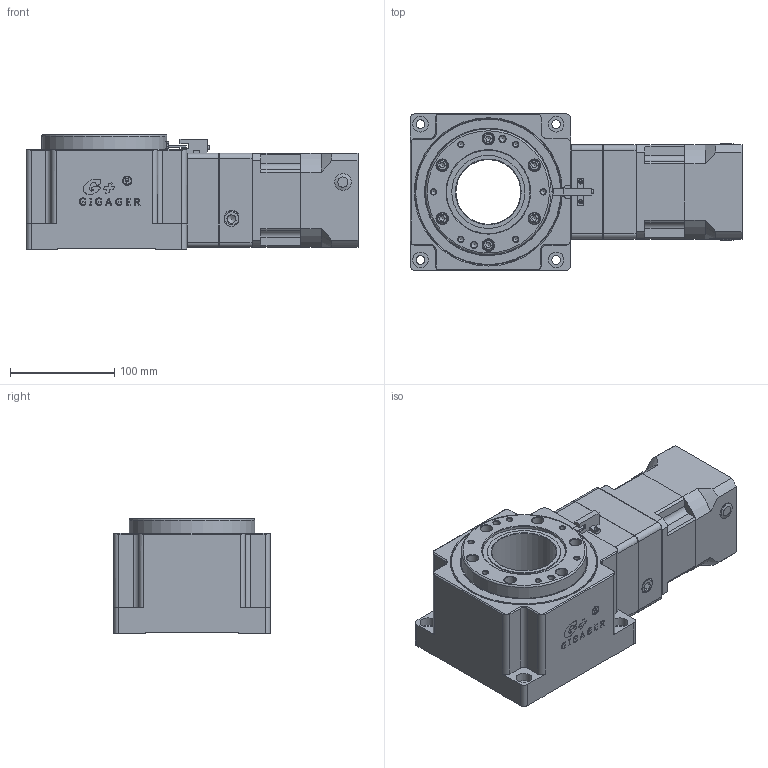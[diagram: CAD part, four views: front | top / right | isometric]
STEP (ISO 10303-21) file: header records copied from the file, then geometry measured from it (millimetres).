
FILE_DESCRIPTION (( 'STEP AP203' ), '1' );
FILE_NAME ('GSR150M-50K-SV2.step', '2021-06-01T02:37:31', ( 'Microsoft' ), ( 'Microsoft' ), 'SwSTEP 2.0', 'SolidWorks 2019', '' );
FILE_SCHEMA (( 'CONFIG_CONTROL_DESIGN' ));
Length unit declared in the file: millimetre
Products named in the file (1): GSR150M-50K-SV2
Bounding box: 318 x 150 x 110 mm (x, y, z)
Volume: 2539585.1 mm3; surface area: 453380.7 mm2
Topology: 42 solids, 43 shells, 1628 faces, 3954 edges, 2497 vertices
Faces by surface type: plane 830, cylinder 362, cone 269, bspline 131, torus 36
Full cylindrical faces by diameter (mm): 1.5 x1, 2.05 x2, 2.5 x2, 3.5 x1, 4.2 x4, 5 x36, 5.5 x4, 6 x28, 6.4 x14, 6.5 x11, 6.8 x4, 7 x1, 7.5 x4, 7.503 x1, 8 x2, 8.4 x4, 8.5 x4, 8.6 x1, 9 x1, 9.5 x4, 10 x20, 11 x12, 12 x4, 13 x4, 14 x2, 15 x4, 16 x4, 19 x3, 20.32 x1, 24.9 x1
Entity records: 49022 total; most frequent: CARTESIAN_POINT 13825, DIRECTION 7122, ORIENTED_EDGE 6682, EDGE_CURVE 3341, AXIS2_PLACEMENT_3D 2675, VERTEX_POINT 2335, EDGE_LOOP 2282, FACE_OUTER_BOUND 1886
